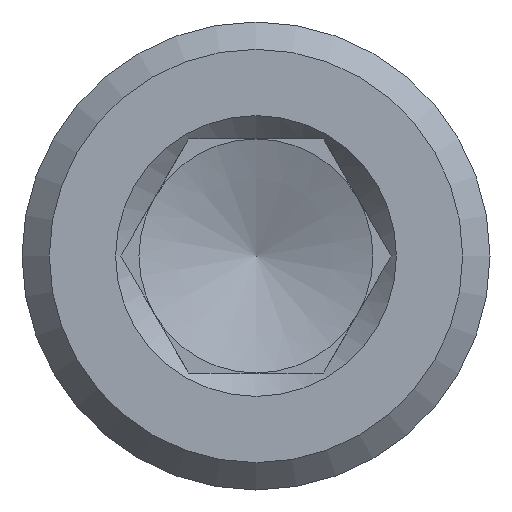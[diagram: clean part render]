
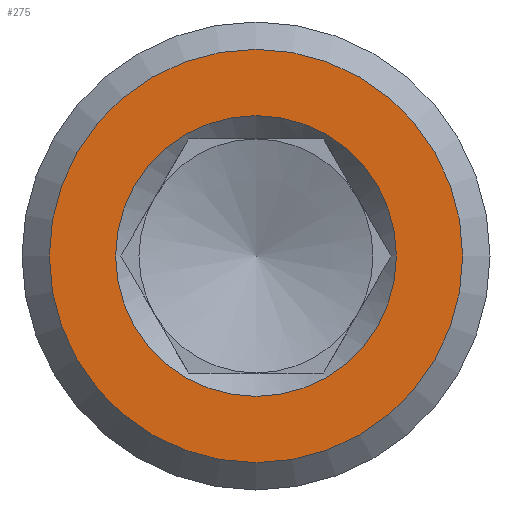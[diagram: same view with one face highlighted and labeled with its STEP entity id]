
A CAD part, left-side view. The second image highlights one B-rep face of the part: STEP entity #275.
In plain terms, the highlighted planar face has unit normal (-1, 0, 0).
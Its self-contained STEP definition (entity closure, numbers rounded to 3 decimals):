
#2 = VERTEX_POINT ( 'NONE', #557 ) ;
#27 = CARTESIAN_POINT ( 'NONE',  ( 0., 0., 3.6 ) ) ;
#44 = CARTESIAN_POINT ( 'NONE',  ( 0., 3.6, 0. ) ) ;
#47 = VERTEX_POINT ( 'NONE', #27 ) ;
#88 = CARTESIAN_POINT ( 'NONE',  ( 0., 0., 0. ) ) ;
#97 = CIRCLE ( 'NONE', #204, 3.6 ) ;
#123 = ORIENTED_EDGE ( 'NONE', *, *, #167, .F. ) ;
#125 = CARTESIAN_POINT ( 'NONE',  ( 0., 0., 0. ) ) ;
#167 = EDGE_CURVE ( 'NONE', #47, #47, #97, .T. ) ;
#194 = DIRECTION ( 'NONE',  ( 0., 0., 1. ) ) ;
#204 = AXIS2_PLACEMENT_3D ( 'NONE', #125, #221, #224 ) ;
#221 = DIRECTION ( 'NONE',  ( -1., 0., 0. ) ) ;
#224 = DIRECTION ( 'NONE',  ( 0., 0., 1. ) ) ;
#250 = CIRCLE ( 'NONE', #386, 5.3 ) ;
#275 = ADVANCED_FACE ( 'NONE', ( #459, #426 ), #527, .F. ) ;
#296 = DIRECTION ( 'NONE',  ( -1., 0., 0. ) ) ;
#386 = AXIS2_PLACEMENT_3D ( 'NONE', #88, #296, #194 ) ;
#388 = EDGE_CURVE ( 'NONE', #2, #2, #250, .T. ) ;
#410 = EDGE_LOOP ( 'NONE', ( #123 ) ) ;
#418 = EDGE_LOOP ( 'NONE', ( #476 ) ) ;
#426 = FACE_OUTER_BOUND ( 'NONE', #418, .T. ) ;
#442 = DIRECTION ( 'NONE',  ( 0., 0., -1. ) ) ;
#459 = FACE_BOUND ( 'NONE', #410, .T. ) ;
#476 = ORIENTED_EDGE ( 'NONE', *, *, #388, .T. ) ;
#524 = DIRECTION ( 'NONE',  ( 1., 0., 0. ) ) ;
#527 = PLANE ( 'NONE',  #556 ) ;
#556 = AXIS2_PLACEMENT_3D ( 'NONE', #44, #524, #442 ) ;
#557 = CARTESIAN_POINT ( 'NONE',  ( 0., 0., 5.3 ) ) ;
